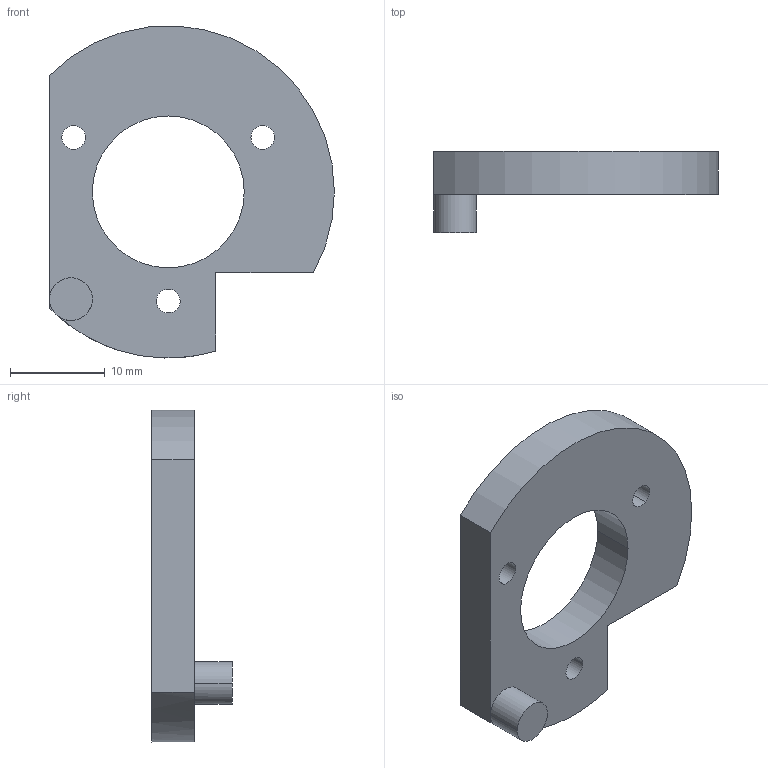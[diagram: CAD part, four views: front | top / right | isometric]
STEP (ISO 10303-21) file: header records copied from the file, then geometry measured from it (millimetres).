
FILE_DESCRIPTION((''),'2;1');
FILE_NAME('Y-CARRIAGE-BUSHING-HOLDER','2013-10-03T',('chalspo'),('ABB Schweiz AG'),'PRO/ENGINEER BY PARAMETRIC TECHNOLOGY CORPORATION, 2011490','PRO/ENGINEER BY PARAMETRIC TECHNOLOGY CORPORATION, 2011490','');
FILE_SCHEMA(('CONFIG_CONTROL_DESIGN'));
Length unit declared in the file: millimetre
Products named in the file (1): Y-CARRIAGE-BUSHING-HOLDER
Bounding box: 30 x 8.5 x 34.97 mm (x, y, z)
Volume: 2799.4 mm3; surface area: 2110.2 mm2
Topology: 1 solids, 1 shells, 19 faces, 55 edges, 45 vertices
Faces by surface type: cylinder 12, plane 7
Entity records: 694 total; most frequent: DIRECTION 127, CARTESIAN_POINT 109, ORIENTED_EDGE 96, AXIS2_PLACEMENT_3D 49, EDGE_CURVE 48, VERTEX_POINT 31, VECTOR 29, LINE 29
